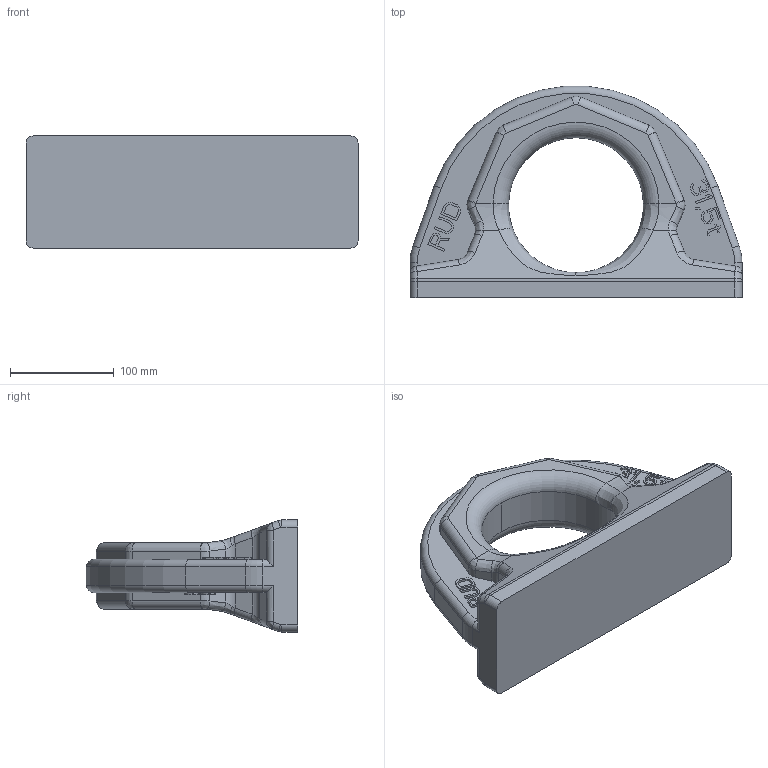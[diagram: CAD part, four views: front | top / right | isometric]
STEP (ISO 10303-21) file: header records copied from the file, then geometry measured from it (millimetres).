
FILE_DESCRIPTION((''),'2;1');
FILE_NAME('001-M34387-P-1','2019-02-22T',('anja.joas'),(''),'PRO/ENGINEER BY PARAMETRIC TECHNOLOGY CORPORATION, 2011490','PRO/ENGINEER BY PARAMETRIC TECHNOLOGY CORPORATION, 2011490','');
FILE_SCHEMA(('CONFIG_CONTROL_DESIGN'));
Length unit declared in the file: millimetre
Products named in the file (1): 001-M34387-P-1
Bounding box: 320 x 203.51 x 108 mm (x, y, z)
Volume: 2477583.6 mm3; surface area: 179762.5 mm2
Topology: 1 solids, 1 shells, 449 faces, 1208 edges, 778 vertices
Faces by surface type: plane 325, cylinder 70, bspline 46, torus 8
Entity records: 16018 total; most frequent: CARTESIAN_POINT 4957, ORIENTED_EDGE 2416, DIRECTION 2086, EDGE_CURVE 1208, VECTOR 976, LINE 976, VERTEX_POINT 778, AXIS2_PLACEMENT_3D 555
